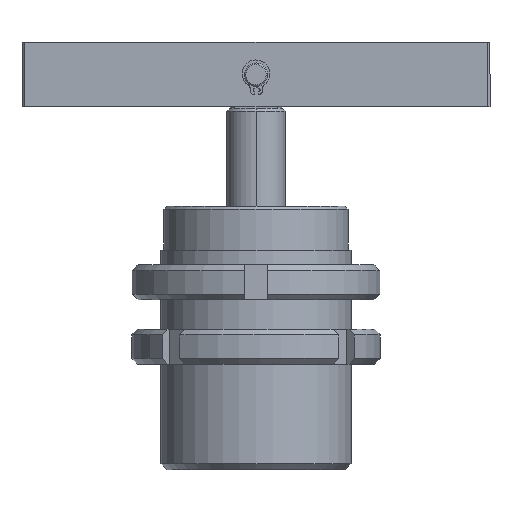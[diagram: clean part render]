
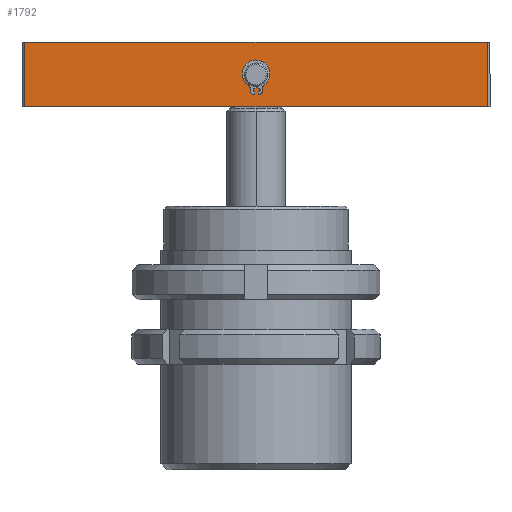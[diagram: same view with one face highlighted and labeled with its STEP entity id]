
A CAD part, front view. The second image highlights one B-rep face of the part: STEP entity #1792.
In plain terms, the highlighted face is planar.
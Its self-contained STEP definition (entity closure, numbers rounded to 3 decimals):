
#387 = EDGE_CURVE ( 'NONE', #5455, #5545, #4669, .T. ) ;
#1133 = AXIS2_PLACEMENT_3D ( 'NONE', #4791, #4790, #4789 ) ;
#1760 = EDGE_CURVE ( 'NONE', #5560, #5455, #4629, .T. ) ;
#1761 = EDGE_CURVE ( 'NONE', #5468, #5502, #4627, .T. ) ;
#1768 = EDGE_CURVE ( 'NONE', #5532, #5560, #4625, .T. ) ;
#1769 = EDGE_CURVE ( 'NONE', #5532, #5545, #4612, .T. ) ;
#1792 = ADVANCED_FACE ( 'NONE', ( #3859, #3861 ), #6544, .F. ) ;
#3859 = FACE_BOUND ( 'NONE', #6706, .T. ) ;
#3861 = FACE_OUTER_BOUND ( 'NONE', #6657, .T. ) ;
#3894 = VECTOR ( 'NONE', #5338, 1000. ) ;
#4154 = ORIENTED_EDGE ( 'NONE', *, *, #387, .T. ) ;
#4155 = ORIENTED_EDGE ( 'NONE', *, *, #1760, .T. ) ;
#4156 = ORIENTED_EDGE ( 'NONE', *, *, #1768, .T. ) ;
#4157 = ORIENTED_EDGE ( 'NONE', *, *, #1769, .F. ) ;
#4158 = ORIENTED_EDGE ( 'NONE', *, *, #1761, .T. ) ;
#4159 = ORIENTED_EDGE ( 'NONE', *, *, #5084, .T. ) ;
#4405 = CARTESIAN_POINT ( 'NONE',  ( 79., 11., 0. ) ) ;
#4423 = CARTESIAN_POINT ( 'NONE',  ( -79., 11., 22. ) ) ;
#4439 = CARTESIAN_POINT ( 'NONE',  ( 79., 11., 22. ) ) ;
#4473 = CARTESIAN_POINT ( 'NONE',  ( 0., 11., 15.5 ) ) ;
#4499 = CARTESIAN_POINT ( 'NONE',  ( 0., 11., 6.5 ) ) ;
#4515 = CARTESIAN_POINT ( 'NONE',  ( -79., 11., 0. ) ) ;
#4611 = VECTOR ( 'NONE', #5367, 1000. ) ;
#4612 = LINE ( 'NONE', #5340, #3894 ) ;
#4625 = LINE ( 'NONE', #5346, #4611 ) ;
#4626 = VECTOR ( 'NONE', #5368, 1000. ) ;
#4627 = CIRCLE ( 'NONE', #6102, 4.5 ) ;
#4629 = LINE ( 'NONE', #5369, #4626 ) ;
#4666 = VECTOR ( 'NONE', #5354, 1000. ) ;
#4669 = LINE ( 'NONE', #5341, #4666 ) ;
#4789 = DIRECTION ( 'NONE',  ( 0., 0., -1. ) ) ;
#4790 = DIRECTION ( 'NONE',  ( 0., -1., 0. ) ) ;
#4791 = CARTESIAN_POINT ( 'NONE',  ( 0., 11., 11. ) ) ;
#5039 = CIRCLE ( 'NONE', #1133, 4.5 ) ;
#5084 = EDGE_CURVE ( 'NONE', #5502, #5468, #5039, .T. ) ;
#5338 = DIRECTION ( 'NONE',  ( -1., 0., 0. ) ) ;
#5340 = CARTESIAN_POINT ( 'NONE',  ( -80., 11., 22. ) ) ;
#5341 = CARTESIAN_POINT ( 'NONE',  ( -79., 11., 22. ) ) ;
#5346 = CARTESIAN_POINT ( 'NONE',  ( 79., 11., 22. ) ) ;
#5354 = DIRECTION ( 'NONE',  ( 0., 0., 1. ) ) ;
#5363 = DIRECTION ( 'NONE',  ( 0., 0., -1. ) ) ;
#5364 = DIRECTION ( 'NONE',  ( 0., -1., 0. ) ) ;
#5365 = CARTESIAN_POINT ( 'NONE',  ( 0., 11., 11. ) ) ;
#5367 = DIRECTION ( 'NONE',  ( 0., 0., -1. ) ) ;
#5368 = DIRECTION ( 'NONE',  ( -1., 0., 0. ) ) ;
#5369 = CARTESIAN_POINT ( 'NONE',  ( -80., 11., 0. ) ) ;
#5455 = VERTEX_POINT ( 'NONE', #4515 ) ;
#5468 = VERTEX_POINT ( 'NONE', #4499 ) ;
#5502 = VERTEX_POINT ( 'NONE', #4473 ) ;
#5532 = VERTEX_POINT ( 'NONE', #4439 ) ;
#5545 = VERTEX_POINT ( 'NONE', #4423 ) ;
#5560 = VERTEX_POINT ( 'NONE', #4405 ) ;
#6102 = AXIS2_PLACEMENT_3D ( 'NONE', #5365, #5364, #5363 ) ;
#6133 = AXIS2_PLACEMENT_3D ( 'NONE', #6553, #6541, #6540 ) ;
#6540 = DIRECTION ( 'NONE',  ( 0., 0., -1. ) ) ;
#6541 = DIRECTION ( 'NONE',  ( 0., -1., 0. ) ) ;
#6544 = PLANE ( 'NONE',  #6133 ) ;
#6553 = CARTESIAN_POINT ( 'NONE',  ( -80., 11., 22. ) ) ;
#6657 = EDGE_LOOP ( 'NONE', ( #4157, #4156, #4155, #4154 ) ) ;
#6706 = EDGE_LOOP ( 'NONE', ( #4159, #4158 ) ) ;
